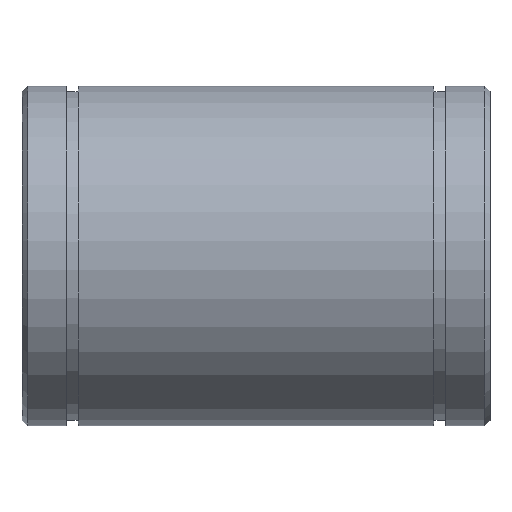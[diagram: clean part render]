
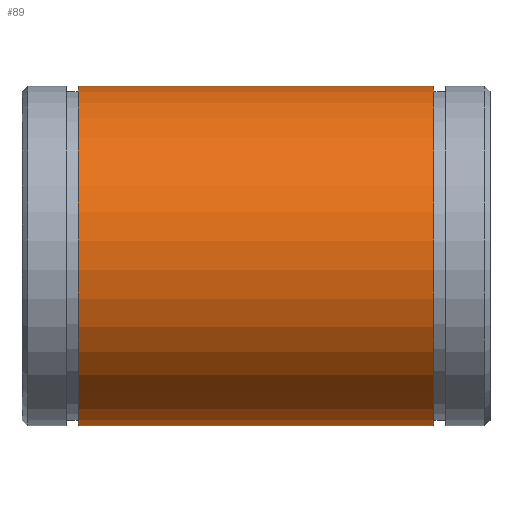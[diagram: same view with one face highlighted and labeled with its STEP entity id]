
A CAD part, top view. The second image highlights one B-rep face of the part: STEP entity #89.
In plain terms, the highlighted cylindrical face has radius 60 mm (diameter 120 mm), a partial arc.
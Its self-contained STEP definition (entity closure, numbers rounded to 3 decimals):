
#89 = ADVANCED_FACE( '', ( #177 ), #178, .T. );
#177 = FACE_OUTER_BOUND( '', #263, .T. );
#178 = CYLINDRICAL_SURFACE( '', #264, 60. );
#263 = EDGE_LOOP( '', ( #418, #419, #420, #421 ) );
#264 = AXIS2_PLACEMENT_3D( '', #422, #423, #424 );
#418 = ORIENTED_EDGE( '', *, *, #604, .T. );
#419 = ORIENTED_EDGE( '', *, *, #570, .T. );
#420 = ORIENTED_EDGE( '', *, *, #554, .F. );
#421 = ORIENTED_EDGE( '', *, *, #590, .T. );
#422 = CARTESIAN_POINT( '', ( 165., 0., 0. ) );
#423 = DIRECTION( '', ( -1., 0., 0. ) );
#424 = DIRECTION( '', ( 0., 0., -1. ) );
#554 = EDGE_CURVE( '', #656, #657, #658, .T. );
#570 = EDGE_CURVE( '', #684, #657, #685, .T. );
#590 = EDGE_CURVE( '', #656, #715, #717, .F. );
#604 = EDGE_CURVE( '', #715, #684, #738, .T. );
#656 = VERTEX_POINT( '', #800 );
#657 = VERTEX_POINT( '', #801 );
#658 = CIRCLE( '', #802, 60. );
#684 = VERTEX_POINT( '', #841 );
#685 = LINE( '', #842, #843 );
#715 = VERTEX_POINT( '', #889 );
#717 = LINE( '', #892, #893 );
#738 = CIRCLE( '', #924, 60. );
#800 = CARTESIAN_POINT( '', ( 145.2, 27.23, -53.465 ) );
#801 = CARTESIAN_POINT( '', ( 145.2, -27.23, -53.465 ) );
#802 = AXIS2_PLACEMENT_3D( '', #970, #971, #972 );
#841 = CARTESIAN_POINT( '', ( 19.8, -27.23, -53.465 ) );
#842 = CARTESIAN_POINT( '', ( 165., -27.23, -53.465 ) );
#843 = VECTOR( '', #989, 1000. );
#889 = CARTESIAN_POINT( '', ( 19.8, 27.23, -53.465 ) );
#892 = CARTESIAN_POINT( '', ( 165., 27.23, -53.465 ) );
#893 = VECTOR( '', #1010, 1000. );
#924 = AXIS2_PLACEMENT_3D( '', #1024, #1025, #1026 );
#970 = CARTESIAN_POINT( '', ( 145.2, 0., 0. ) );
#971 = DIRECTION( '', ( 1., 0., 0. ) );
#972 = DIRECTION( '', ( 0., 0., -1. ) );
#989 = DIRECTION( '', ( 1., 0., 0. ) );
#1010 = DIRECTION( '', ( 1., 0., 0. ) );
#1024 = CARTESIAN_POINT( '', ( 19.8, 0., 0. ) );
#1025 = DIRECTION( '', ( 1., 0., 0. ) );
#1026 = DIRECTION( '', ( 0., 0., -1. ) );
